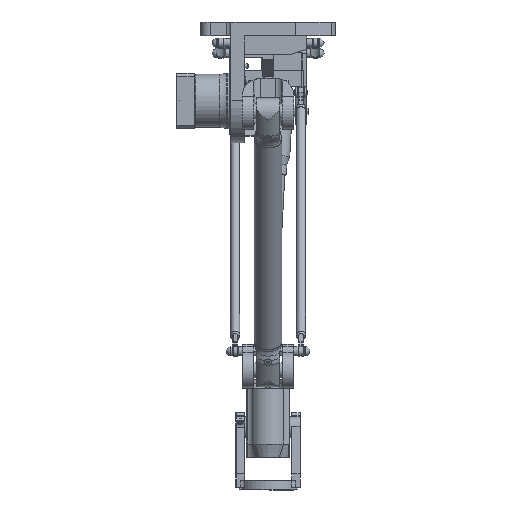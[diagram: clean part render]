
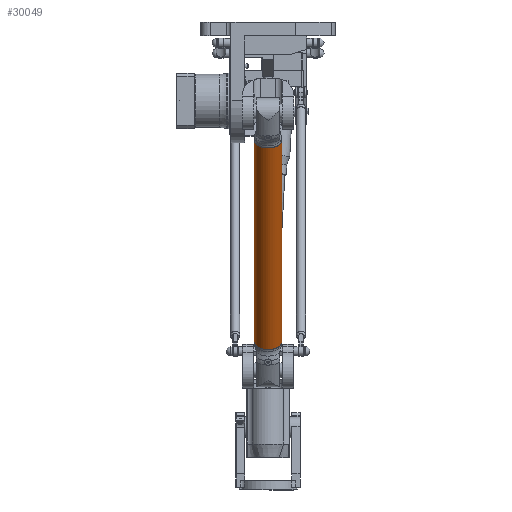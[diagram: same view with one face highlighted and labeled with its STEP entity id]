
A CAD part, front view. The second image highlights one B-rep face of the part: STEP entity #30049.
In plain terms, the highlighted cylindrical face has radius 30 mm (diameter 60 mm), a full revolution.
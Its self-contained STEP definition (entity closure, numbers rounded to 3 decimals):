
#1232=FACE_BOUND('',#8438,.T.);
#3554=CIRCLE('',#33489,30.);
#3561=CIRCLE('',#33501,30.);
#4224=CYLINDRICAL_SURFACE('',#33502,30.);
#5949=FACE_OUTER_BOUND('',#8437,.T.);
#8437=EDGE_LOOP('',(#26781));
#8438=EDGE_LOOP('',(#26782));
#15545=VERTEX_POINT('',#55316);
#15552=VERTEX_POINT('',#55335);
#19337=EDGE_CURVE('',#15545,#15545,#3554,.T.);
#19344=EDGE_CURVE('',#15552,#15552,#3561,.T.);
#26781=ORIENTED_EDGE('',*,*,#19344,.T.);
#26782=ORIENTED_EDGE('',*,*,#19337,.T.);
#30049=ADVANCED_FACE('',(#5949,#1232),#4224,.T.);
#33489=AXIS2_PLACEMENT_3D('',#55317,#41974,#41975);
#33501=AXIS2_PLACEMENT_3D('',#55336,#41998,#41999);
#33502=AXIS2_PLACEMENT_3D('',#55337,#42000,#42001);
#41974=DIRECTION('center_axis',(-1.,0.,0.));
#41975=DIRECTION('ref_axis',(0.,0.,1.));
#41998=DIRECTION('center_axis',(1.,0.,0.));
#41999=DIRECTION('ref_axis',(0.,0.,1.));
#42000=DIRECTION('center_axis',(-1.,0.,0.));
#42001=DIRECTION('ref_axis',(0.,0.,1.));
#55316=CARTESIAN_POINT('',(60.,0.,-30.));
#55317=CARTESIAN_POINT('Origin',(60.,0.,0.));
#55335=CARTESIAN_POINT('',(-470.,0.,-30.));
#55336=CARTESIAN_POINT('Origin',(-470.,0.,0.));
#55337=CARTESIAN_POINT('Origin',(65.,0.,0.));
